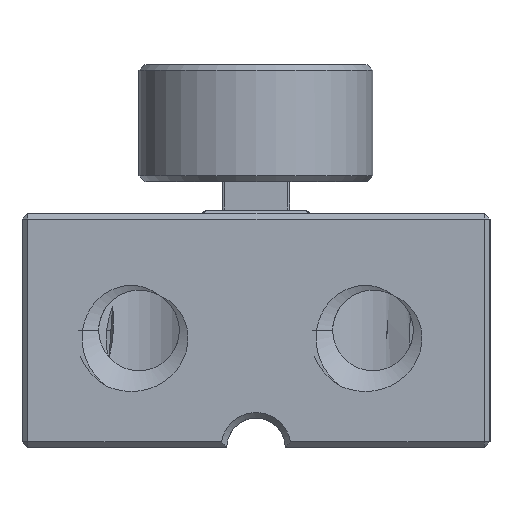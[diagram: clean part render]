
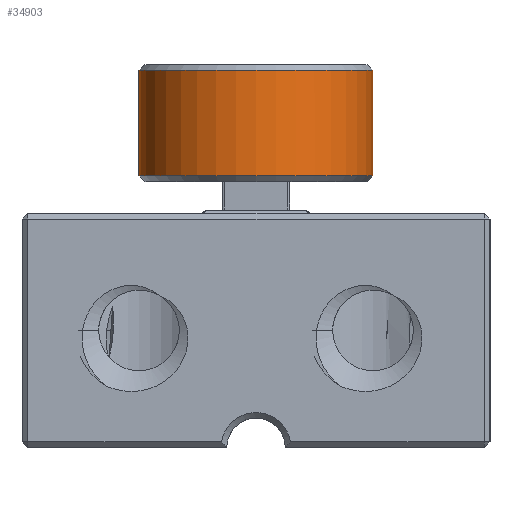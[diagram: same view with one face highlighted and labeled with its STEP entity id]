
A CAD part, left-side view. The second image highlights one B-rep face of the part: STEP entity #34903.
In plain terms, the highlighted cylindrical face has radius 6.25 mm (diameter 12.5 mm), a full revolution.
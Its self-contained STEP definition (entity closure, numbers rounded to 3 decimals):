
#34874 = EDGE_CURVE('',#34875,#34875,#34877,.T.);
#34875 = VERTEX_POINT('',#34876);
#34876 = CARTESIAN_POINT('',(-6.25,0.3,0.));
#34877 = CIRCLE('',#34878,6.25);
#34878 = AXIS2_PLACEMENT_3D('',#34879,#34880,#34881);
#34879 = CARTESIAN_POINT('',(0.,0.3,0.));
#34880 = DIRECTION('',(0.,-1.,0.));
#34881 = DIRECTION('',(1.,0.,0.));
#34903 = ADVANCED_FACE('',(#34904),#34923,.T.);
#34904 = FACE_BOUND('',#34905,.T.);
#34905 = EDGE_LOOP('',(#34906,#34915,#34921,#34922));
#34906 = ORIENTED_EDGE('',*,*,#34907,.F.);
#34907 = EDGE_CURVE('',#34908,#34908,#34910,.T.);
#34908 = VERTEX_POINT('',#34909);
#34909 = CARTESIAN_POINT('',(-6.25,5.95,0.));
#34910 = CIRCLE('',#34911,6.25);
#34911 = AXIS2_PLACEMENT_3D('',#34912,#34913,#34914);
#34912 = CARTESIAN_POINT('',(0.,5.95,0.));
#34913 = DIRECTION('',(-0.,1.,0.));
#34914 = DIRECTION('',(1.,0.,0.));
#34915 = ORIENTED_EDGE('',*,*,#34916,.T.);
#34916 = EDGE_CURVE('',#34908,#34875,#34917,.T.);
#34917 = LINE('',#34918,#34919);
#34918 = CARTESIAN_POINT('',(-6.25,0.,0.));
#34919 = VECTOR('',#34920,1.);
#34920 = DIRECTION('',(0.,-1.,0.));
#34921 = ORIENTED_EDGE('',*,*,#34874,.F.);
#34922 = ORIENTED_EDGE('',*,*,#34916,.F.);
#34923 = CYLINDRICAL_SURFACE('',#34924,6.25);
#34924 = AXIS2_PLACEMENT_3D('',#34925,#34926,#34927);
#34925 = CARTESIAN_POINT('',(0.,0.,0.));
#34926 = DIRECTION('',(0.,1.,0.));
#34927 = DIRECTION('',(1.,0.,0.));
